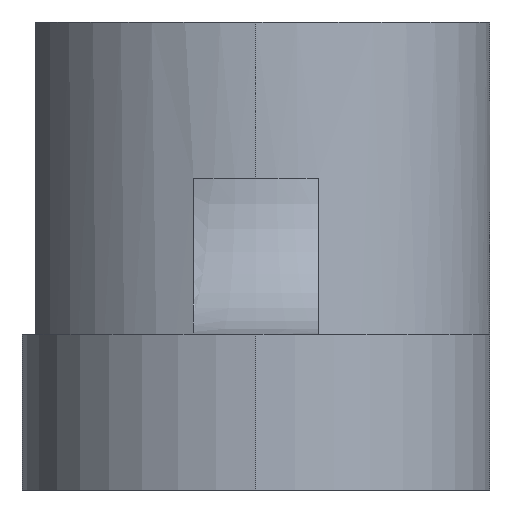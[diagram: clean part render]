
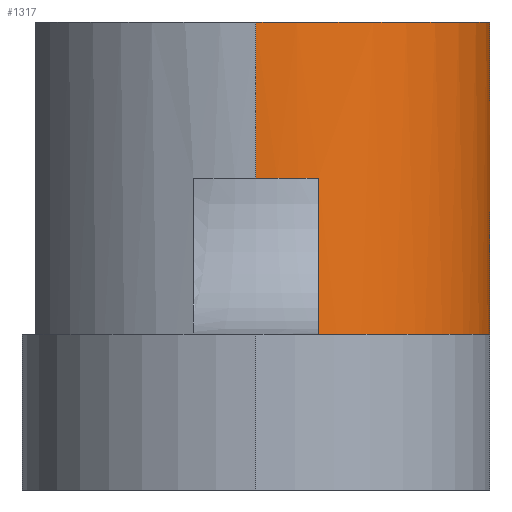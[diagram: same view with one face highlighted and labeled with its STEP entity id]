
A CAD part, left-side view. The second image highlights one B-rep face of the part: STEP entity #1317.
In plain terms, the highlighted cylindrical face has radius 15 mm (diameter 30 mm), a partial arc.
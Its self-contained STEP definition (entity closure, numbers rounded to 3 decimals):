
#28 = ORIENTED_EDGE ( 'NONE', *, *, #1950, .T. ) ;
#50 = CARTESIAN_POINT ( 'NONE',  ( 83.995, 0., 10. ) ) ;
#56 = VECTOR ( 'NONE', #578, 1000. ) ;
#72 = EDGE_CURVE ( 'NONE', #1242, #1472, #1890, .T. ) ;
#90 = VERTEX_POINT ( 'NONE', #1402 ) ;
#122 = ORIENTED_EDGE ( 'NONE', *, *, #945, .T. ) ;
#123 = CARTESIAN_POINT ( 'NONE',  ( 83.995, 0., 30. ) ) ;
#154 = CARTESIAN_POINT ( 'NONE',  ( 84.538, -4., 10. ) ) ;
#157 = CARTESIAN_POINT ( 'NONE',  ( 113.995, 0., 30. ) ) ;
#180 = VECTOR ( 'NONE', #1161, 1000. ) ;
#191 = VERTEX_POINT ( 'NONE', #595 ) ;
#369 = DIRECTION ( 'NONE',  ( 0., 0., 1. ) ) ;
#423 = EDGE_CURVE ( 'NONE', #1481, #1242, #1549, .T. ) ;
#454 = DIRECTION ( 'NONE',  ( 0., 0., -1. ) ) ;
#538 = CYLINDRICAL_SURFACE ( 'NONE', #906, 15. ) ;
#548 = DIRECTION ( 'NONE',  ( 1., 0., 0. ) ) ;
#558 = DIRECTION ( 'NONE',  ( 1., 0., 0. ) ) ;
#578 = DIRECTION ( 'NONE',  ( 0., 0., -1. ) ) ;
#595 = CARTESIAN_POINT ( 'NONE',  ( 83.995, 0., 20. ) ) ;
#644 = CIRCLE ( 'NONE', #1806, 15. ) ;
#686 = DIRECTION ( 'NONE',  ( 0., 0., 1. ) ) ;
#723 = ORIENTED_EDGE ( 'NONE', *, *, #423, .F. ) ;
#827 = CARTESIAN_POINT ( 'NONE',  ( 98.995, 0., 30. ) ) ;
#906 = AXIS2_PLACEMENT_3D ( 'NONE', #1619, #1965, #1297 ) ;
#918 = ORIENTED_EDGE ( 'NONE', *, *, #1729, .T. ) ;
#945 = EDGE_CURVE ( 'NONE', #90, #1472, #1106, .T. ) ;
#952 = CARTESIAN_POINT ( 'NONE',  ( 113.995, 0., 10. ) ) ;
#1106 = CIRCLE ( 'NONE', #1637, 15. ) ;
#1156 = FACE_OUTER_BOUND ( 'NONE', #1554, .T. ) ;
#1161 = DIRECTION ( 'NONE',  ( 0., 0., -1. ) ) ;
#1169 = VERTEX_POINT ( 'NONE', #1432 ) ;
#1242 = VERTEX_POINT ( 'NONE', #157 ) ;
#1297 = DIRECTION ( 'NONE',  ( -1., 0., 0. ) ) ;
#1317 = ADVANCED_FACE ( 'NONE', ( #1156 ), #538, .T. ) ;
#1402 = CARTESIAN_POINT ( 'NONE',  ( 84.538, -4., 0. ) ) ;
#1432 = CARTESIAN_POINT ( 'NONE',  ( 84.538, -4., 20. ) ) ;
#1452 = DIRECTION ( 'NONE',  ( 1., 0., 0. ) ) ;
#1472 = VERTEX_POINT ( 'NONE', #1525 ) ;
#1481 = VERTEX_POINT ( 'NONE', #123 ) ;
#1498 = LINE ( 'NONE', #50, #180 ) ;
#1525 = CARTESIAN_POINT ( 'NONE',  ( 113.995, 0., 0. ) ) ;
#1549 = CIRCLE ( 'NONE', #1888, 15. ) ;
#1554 = EDGE_LOOP ( 'NONE', ( #1593, #723, #1977, #28, #918, #122 ) ) ;
#1593 = ORIENTED_EDGE ( 'NONE', *, *, #72, .F. ) ;
#1602 = VECTOR ( 'NONE', #454, 1000. ) ;
#1619 = CARTESIAN_POINT ( 'NONE',  ( 98.995, 0., 10. ) ) ;
#1637 = AXIS2_PLACEMENT_3D ( 'NONE', #1837, #1991, #558 ) ;
#1657 = CARTESIAN_POINT ( 'NONE',  ( 98.995, 0., 20. ) ) ;
#1702 = LINE ( 'NONE', #154, #1602 ) ;
#1729 = EDGE_CURVE ( 'NONE', #1169, #90, #1702, .T. ) ;
#1806 = AXIS2_PLACEMENT_3D ( 'NONE', #1657, #686, #548 ) ;
#1837 = CARTESIAN_POINT ( 'NONE',  ( 98.995, 0., 0. ) ) ;
#1888 = AXIS2_PLACEMENT_3D ( 'NONE', #827, #369, #1452 ) ;
#1890 = LINE ( 'NONE', #952, #56 ) ;
#1950 = EDGE_CURVE ( 'NONE', #191, #1169, #644, .T. ) ;
#1965 = DIRECTION ( 'NONE',  ( 0., 0., -1. ) ) ;
#1977 = ORIENTED_EDGE ( 'NONE', *, *, #1997, .T. ) ;
#1991 = DIRECTION ( 'NONE',  ( 0., 0., 1. ) ) ;
#1997 = EDGE_CURVE ( 'NONE', #1481, #191, #1498, .T. ) ;
